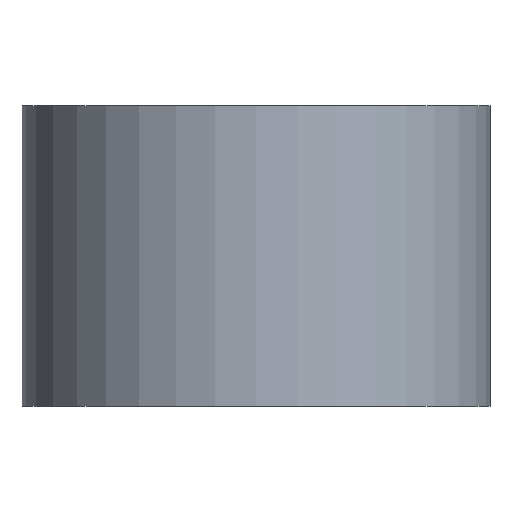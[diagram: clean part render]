
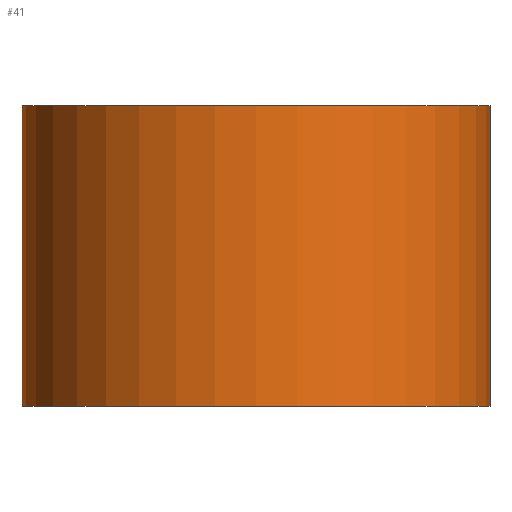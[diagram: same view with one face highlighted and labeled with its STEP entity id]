
A CAD part, front view. The second image highlights one B-rep face of the part: STEP entity #41.
In plain terms, the highlighted cylindrical face has radius 7 mm (diameter 14 mm), a partial arc.
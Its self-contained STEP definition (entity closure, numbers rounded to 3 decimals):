
#7 = EDGE_CURVE ( 'NONE', #67, #30, #103, .T. ) ;
#16 = VERTEX_POINT ( 'NONE', #210 ) ;
#23 = EDGE_CURVE ( 'NONE', #30, #16, #274, .T. ) ;
#30 = VERTEX_POINT ( 'NONE', #260 ) ;
#41 = ADVANCED_FACE ( 'NONE', ( #238 ), #237, .T. ) ;
#42 = EDGE_LOOP ( 'NONE', ( #43, #44, #45, #46 ) ) ;
#43 = ORIENTED_EDGE ( 'NONE', *, *, #69, .F. ) ;
#44 = ORIENTED_EDGE ( 'NONE', *, *, #7, .T. ) ;
#45 = ORIENTED_EDGE ( 'NONE', *, *, #23, .T. ) ;
#46 = ORIENTED_EDGE ( 'NONE', *, *, #53, .F. ) ;
#53 = EDGE_CURVE ( 'NONE', #70, #16, #184, .T. ) ;
#67 = VERTEX_POINT ( 'NONE', #202 ) ;
#69 = EDGE_CURVE ( 'NONE', #67, #70, #198, .T. ) ;
#70 = VERTEX_POINT ( 'NONE', #194 ) ;
#100 = DIRECTION ( 'NONE',  ( 1., 0., 0. ) ) ;
#101 = DIRECTION ( 'NONE',  ( 0., 0., 1. ) ) ;
#102 = AXIS2_PLACEMENT_3D ( 'NONE', #109, #101, #100 ) ;
#103 = CIRCLE ( 'NONE', #102, 7. ) ;
#109 = CARTESIAN_POINT ( 'NONE',  ( 0., 0., -9. ) ) ;
#180 = DIRECTION ( 'NONE',  ( 1., 0., 0. ) ) ;
#181 = DIRECTION ( 'NONE',  ( 0., 0., 1. ) ) ;
#182 = CARTESIAN_POINT ( 'NONE',  ( 0., 0., 0. ) ) ;
#183 = AXIS2_PLACEMENT_3D ( 'NONE', #182, #181, #180 ) ;
#184 = CIRCLE ( 'NONE', #183, 7. ) ;
#194 = CARTESIAN_POINT ( 'NONE',  ( -7., 0., 0. ) ) ;
#195 = DIRECTION ( 'NONE',  ( 0., 0., 1. ) ) ;
#196 = VECTOR ( 'NONE', #195, 1000. ) ;
#197 = CARTESIAN_POINT ( 'NONE',  ( -7., 0., 0. ) ) ;
#198 = LINE ( 'NONE', #197, #196 ) ;
#202 = CARTESIAN_POINT ( 'NONE',  ( -7., 0., -9. ) ) ;
#210 = CARTESIAN_POINT ( 'NONE',  ( 7., 0., 0. ) ) ;
#232 = DIRECTION ( 'NONE',  ( 1., 0., 0. ) ) ;
#233 = DIRECTION ( 'NONE',  ( 0., 0., 1. ) ) ;
#234 = CARTESIAN_POINT ( 'NONE',  ( 0., 0., 0. ) ) ;
#235 = AXIS2_PLACEMENT_3D ( 'NONE', #234, #233, #232 ) ;
#237 = CYLINDRICAL_SURFACE ( 'NONE', #235, 7. ) ;
#238 = FACE_OUTER_BOUND ( 'NONE', #42, .T. ) ;
#260 = CARTESIAN_POINT ( 'NONE',  ( 7., 0., -9. ) ) ;
#271 = DIRECTION ( 'NONE',  ( 0., 0., 1. ) ) ;
#272 = VECTOR ( 'NONE', #271, 1000. ) ;
#273 = CARTESIAN_POINT ( 'NONE',  ( 7., 0., 0. ) ) ;
#274 = LINE ( 'NONE', #273, #272 ) ;
